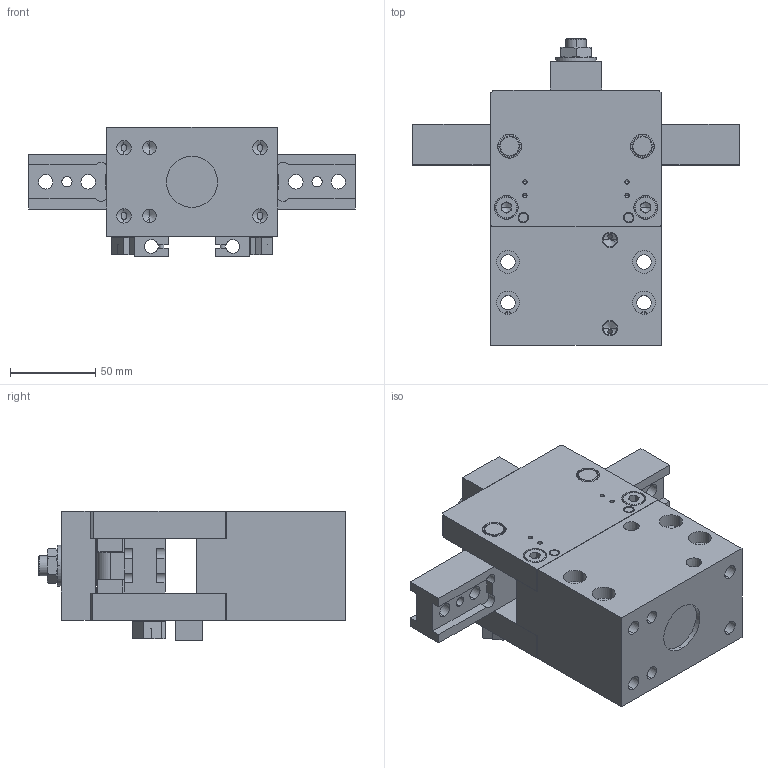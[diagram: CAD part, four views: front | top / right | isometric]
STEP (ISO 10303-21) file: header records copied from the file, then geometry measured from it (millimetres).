
FILE_DESCRIPTION (( 'STEP AP214' ), '1' );
FILE_NAME ('2RG 050.STEP', '2012-03-05T01:16:29', ( 'xw4600' ), ( '' ), 'SwSTEP 2.0', 'SolidWorks 2010', '' );
FILE_SCHEMA (( 'AUTOMOTIVE_DESIGN' ));
Length unit declared in the file: millimetre
Products named in the file (21): 2RG050-01_Default; 2RG050-02_Default; 2RG050-03_Default; 2RG050-04_Default; 2RG050-07_Default; 2RG050-11_Default; 2RG050-08_Default; 2RG050-09_Default; DMT-2RG050-P3_Default; DMT-2RG050-P4_Default; DMT-2RG050-P2_Default; 2RG050-12_Default; 2RG050-13_Default; DMT-2RG050-P1_Default; hexagon thin nut_KS 1012 AB- M12-N; socket head cap screw_KS 1003 - M6 x 10 x 10-N; socket head cap screw_KS 1003 - M8 x 16 x 16-N; socket head cap screw_KS 1003 - M3 x 12 x 12-N; socket head cap screw_KS 1003 - M3 x 8 x 8-N; Plain Washer(M12)_KS 1326 PW - M12; 2RG 050
Assembly tree (46 placements, depth 2):
  2RG 050
    2RG050-02_Default  x2
    DMT-2RG050-P4_Default  x2
    socket head cap screw_KS 1003 - M6 x 10 x 10-N  x6
    2RG050-07_Default  x4
    2RG050-13_Default  x2
    socket head cap screw_KS 1003 - M3 x 12 x 12-N  x4
    DMT-2RG050-P2_Default  x4
    socket head cap screw_KS 1003 - M8 x 16 x 16-N  x4
    2RG050-11_Default  x2
    DMT-2RG050-P1_Default
    socket head cap screw_KS 1003 - M3 x 8 x 8-N  x2
    2RG050-03_Default
    2RG050-08_Default
    hexagon thin nut_KS 1012 AB- M12-N
    2RG050-04_Default  x2
    Plain Washer(M12)_KS 1326 PW - M12
    2RG050-09_Default  x2
    2RG050-12_Default  x2
    DMT-2RG050-P3_Default  x2
    2RG050-01_Default
Bounding box: 192 x 180.3 x 76 mm (x, y, z)
Volume: 703743.8 mm3; surface area: 200652.2 mm2
Topology: 46 solids, 46 shells, 1211 faces, 2786 edges, 1668 vertices
Faces by surface type: plane 475, cylinder 422, cone 218, torus 96
Entity records: 19650 total; most frequent: CARTESIAN_POINT 3655, DIRECTION 3226, ORIENTED_EDGE 2772, EDGE_CURVE 1386, AXIS2_PLACEMENT_3D 1246, VERTEX_POINT 873, EDGE_LOOP 745, LINE 734
